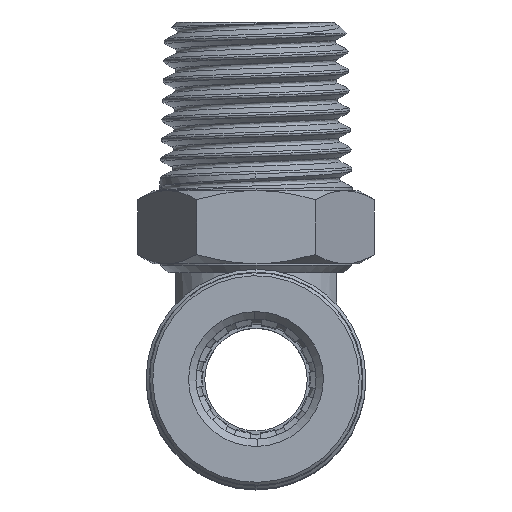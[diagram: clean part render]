
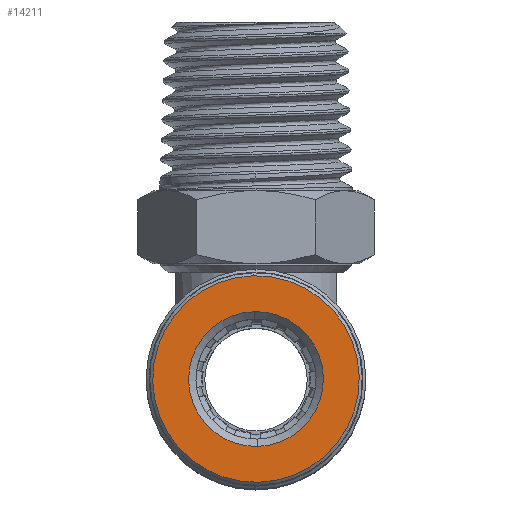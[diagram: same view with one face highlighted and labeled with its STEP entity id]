
A CAD part, top view. The second image highlights one B-rep face of the part: STEP entity #14211.
In plain terms, the highlighted planar face has unit normal (0, 0, 1).
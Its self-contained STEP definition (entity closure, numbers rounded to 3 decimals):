
#1097 = AXIS2_PLACEMENT_3D ( 'NONE', #28543, #5592, #32358 ) ;
#1568 = CIRCLE ( 'NONE', #10442, 7.05 ) ;
#2614 = CARTESIAN_POINT ( 'NONE',  ( -0.11, 4.599, 16.8 ) ) ;
#3095 = DIRECTION ( 'NONE',  ( -0.024, 1., 0. ) ) ;
#3131 = CARTESIAN_POINT ( 'NONE',  ( 0., 0., 16.8 ) ) ;
#4043 = CARTESIAN_POINT ( 'NONE',  ( 0.11, -4.599, 16.8 ) ) ;
#4381 = EDGE_LOOP ( 'NONE', ( #25955, #37239 ) ) ;
#5592 = DIRECTION ( 'NONE',  ( 0., 0., 1. ) ) ;
#6286 = EDGE_CURVE ( 'NONE', #27046, #39631, #20415, .T. ) ;
#6981 = DIRECTION ( 'NONE',  ( -0.024, 1., 0. ) ) ;
#10442 = AXIS2_PLACEMENT_3D ( 'NONE', #49021, #26066, #3095 ) ;
#10543 = ORIENTED_EDGE ( 'NONE', *, *, #25050, .T. ) ;
#10882 = DIRECTION ( 'NONE',  ( 0., 0., -1. ) ) ;
#12868 = AXIS2_PLACEMENT_3D ( 'NONE', #16845, #43615, #20689 ) ;
#14211 = ADVANCED_FACE ( 'NONE', ( #16024, #26223 ), #36067, .T. ) ;
#14645 = VERTEX_POINT ( 'NONE', #35178 ) ;
#14822 = EDGE_CURVE ( 'NONE', #39631, #27046, #22475, .T. ) ;
#15578 = EDGE_LOOP ( 'NONE', ( #26882, #10543 ) ) ;
#15684 = VERTEX_POINT ( 'NONE', #43300 ) ;
#16024 = FACE_BOUND ( 'NONE', #4381, .T. ) ;
#16845 = CARTESIAN_POINT ( 'NONE',  ( 0., 0., 16.8 ) ) ;
#20415 = CIRCLE ( 'NONE', #12868, 4.6 ) ;
#20689 = DIRECTION ( 'NONE',  ( 0.024, -1., 0. ) ) ;
#22475 = CIRCLE ( 'NONE', #30694, 4.6 ) ;
#25050 = EDGE_CURVE ( 'NONE', #14645, #15684, #1568, .T. ) ;
#25955 = ORIENTED_EDGE ( 'NONE', *, *, #6286, .T. ) ;
#26066 = DIRECTION ( 'NONE',  ( 0., 0., 1. ) ) ;
#26223 = FACE_OUTER_BOUND ( 'NONE', #15578, .T. ) ;
#26882 = ORIENTED_EDGE ( 'NONE', *, *, #31518, .T. ) ;
#27046 = VERTEX_POINT ( 'NONE', #4043 ) ;
#27436 = CIRCLE ( 'NONE', #29456, 7.05 ) ;
#28543 = CARTESIAN_POINT ( 'NONE',  ( 0., 0., 16.8 ) ) ;
#29456 = AXIS2_PLACEMENT_3D ( 'NONE', #3131, #29928, #6981 ) ;
#29928 = DIRECTION ( 'NONE',  ( 0., 0., 1. ) ) ;
#30694 = AXIS2_PLACEMENT_3D ( 'NONE', #33802, #10882, #37700 ) ;
#31518 = EDGE_CURVE ( 'NONE', #15684, #14645, #27436, .T. ) ;
#32358 = DIRECTION ( 'NONE',  ( 0.024, -1., 0. ) ) ;
#33802 = CARTESIAN_POINT ( 'NONE',  ( 0., 0., 16.8 ) ) ;
#35178 = CARTESIAN_POINT ( 'NONE',  ( 0.169, -7.048, 16.8 ) ) ;
#36067 = PLANE ( 'NONE',  #1097 ) ;
#37239 = ORIENTED_EDGE ( 'NONE', *, *, #14822, .T. ) ;
#37700 = DIRECTION ( 'NONE',  ( 0.024, -1., 0. ) ) ;
#39631 = VERTEX_POINT ( 'NONE', #2614 ) ;
#43300 = CARTESIAN_POINT ( 'NONE',  ( -0.169, 7.048, 16.8 ) ) ;
#43615 = DIRECTION ( 'NONE',  ( 0., 0., -1. ) ) ;
#49021 = CARTESIAN_POINT ( 'NONE',  ( 0., 0., 16.8 ) ) ;
